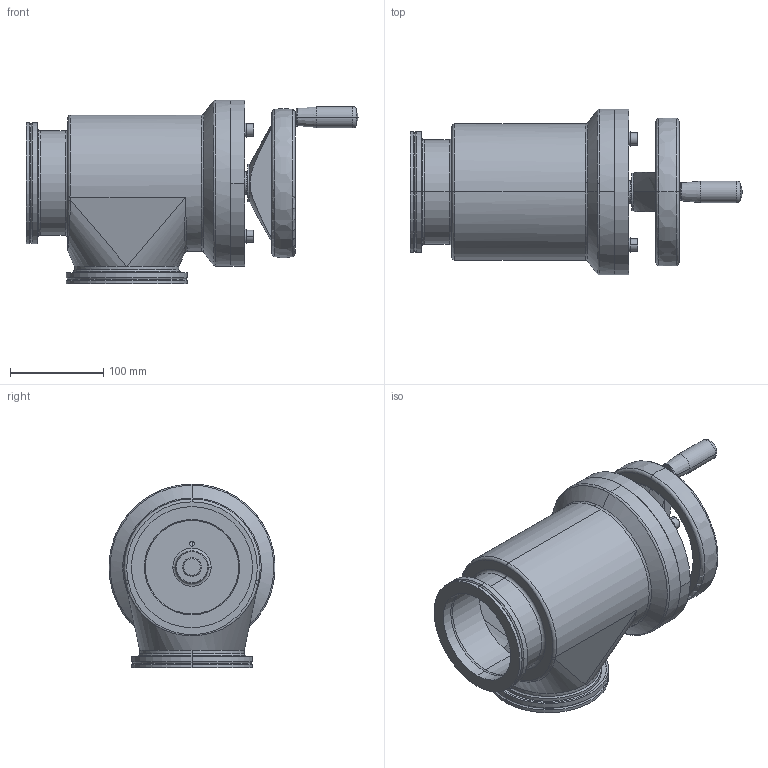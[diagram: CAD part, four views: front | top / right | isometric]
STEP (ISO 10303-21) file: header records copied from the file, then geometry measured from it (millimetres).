
FILE_DESCRIPTION (( 'STEP AP214' ), '1' );
FILE_NAME ('310VEM100.step', '2017-07-10T10:12:50', ( 'install' ), ( '' ), 'SwSTEP 2.0', 'SolidWorks 2015', '' );
FILE_SCHEMA (( 'AUTOMOTIVE_DESIGN' ));
Length unit declared in the file: millimetre
Products named in the file (1): 310VEM100
Bounding box: 356.02 x 178 x 197 mm (x, y, z)
Volume: 1757382.2 mm3; surface area: 394012.5 mm2
Topology: 17 solids, 17 shells, 448 faces, 1027 edges, 626 vertices
Faces by surface type: cylinder 173, plane 129, cone 65, torus 59, bspline 20, sphere 2
Entity records: 21057 total; most frequent: CARTESIAN_POINT 5968, DIRECTION 2210, ORIENTED_EDGE 2010, EDGE_CURVE 1005, AXIS2_PLACEMENT_3D 925, VERTEX_POINT 626, EDGE_LOOP 519, CIRCLE 496
